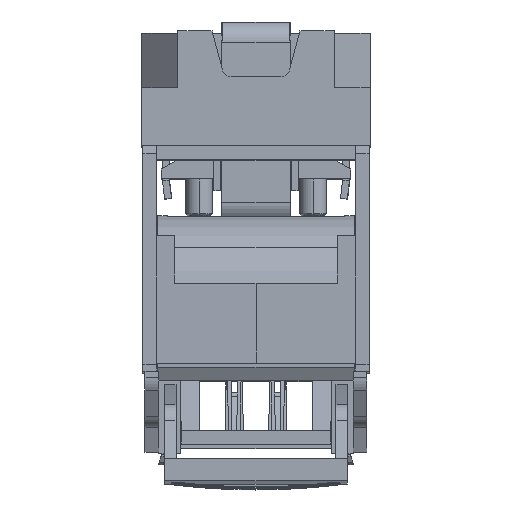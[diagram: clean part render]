
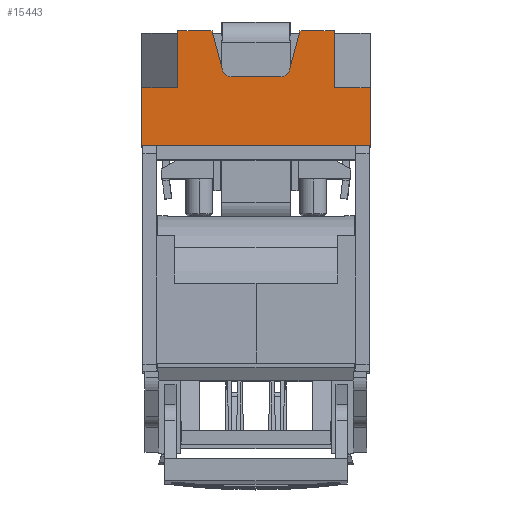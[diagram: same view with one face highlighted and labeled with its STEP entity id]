
A CAD part, top view. The second image highlights one B-rep face of the part: STEP entity #15443.
In plain terms, the highlighted planar face has unit normal (0, 0, 1).
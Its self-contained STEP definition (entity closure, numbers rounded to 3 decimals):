
#2427=DIRECTION('',(0.,-1.,0.));
#2428=VECTOR('',#2427,25.);
#2429=CARTESIAN_POINT('',(50.,-29.,277.5));
#2430=LINE('',#2429,#2428);
#2528=DIRECTION('',(1.,0.,0.));
#2529=VECTOR('',#2528,8.25);
#2530=CARTESIAN_POINT('',(19.25,-4.,277.5));
#2531=LINE('',#2530,#2529);
#2556=DIRECTION('',(1.,0.,0.));
#2557=VECTOR('',#2556,8.25);
#2558=CARTESIAN_POINT('',(-27.5,-4.,277.5));
#2559=LINE('',#2558,#2557);
#2692=DIRECTION('',(1.,0.,0.));
#2693=VECTOR('',#2692,15.736);
#2694=CARTESIAN_POINT('',(34.264,-29.,277.5));
#2695=LINE('',#2694,#2693);
#2706=DIRECTION('',(-0.259,-0.966,0.));
#2707=VECTOR('',#2706,16.424);
#2708=CARTESIAN_POINT('',(18.936,-5.171,277.5));
#2709=LINE('',#2708,#2707);
#2713=DIRECTION('',(-1.,0.,0.));
#2714=VECTOR('',#2713,0.314);
#2715=CARTESIAN_POINT('',(19.25,-4.,277.5));
#2716=LINE('',#2715,#2714);
#2720=DIRECTION('',(-1.,0.,0.));
#2721=VECTOR('',#2720,6.764);
#2722=CARTESIAN_POINT('',(34.264,-4.,277.5));
#2723=LINE('',#2722,#2721);
#2727=DIRECTION('',(0.,1.,0.));
#2728=VECTOR('',#2727,25.);
#2729=CARTESIAN_POINT('',(34.264,-29.,277.5));
#2730=LINE('',#2729,#2728);
#2734=DIRECTION('',(-1.,0.,0.));
#2735=VECTOR('',#2734,6.764);
#2736=CARTESIAN_POINT('',(-27.5,-4.,277.5));
#2737=LINE('',#2736,#2735);
#2741=DIRECTION('',(-1.,0.,0.));
#2742=VECTOR('',#2741,0.314);
#2743=CARTESIAN_POINT('',(-18.936,-4.,277.5));
#2744=LINE('',#2743,#2742);
#2748=DIRECTION('',(0.,1.,0.));
#2749=VECTOR('',#2748,1.171);
#2750=CARTESIAN_POINT('',(-18.936,-5.171,277.5));
#2751=LINE('',#2750,#2749);
#2755=DIRECTION('',(-0.259,0.966,0.));
#2756=VECTOR('',#2755,16.424);
#2757=CARTESIAN_POINT('',(-14.685,-21.035,277.5));
#2758=LINE('',#2757,#2756);
#2762=CARTESIAN_POINT('',(-10.822,-20.,277.5));
#2763=DIRECTION('',(0.,0.,-1.));
#2764=DIRECTION('',(0.,-1.,0.));
#2765=AXIS2_PLACEMENT_3D('',#2762,#2763,#2764);
#2770=CARTESIAN_POINT('',(10.822,-20.,277.5));
#2771=DIRECTION('',(0.,0.,-1.));
#2772=DIRECTION('',(0.966,-0.259,0.));
#2773=AXIS2_PLACEMENT_3D('',#2770,#2771,#2772);
#2836=DIRECTION('',(0.,1.,0.));
#2837=VECTOR('',#2836,1.171);
#2838=CARTESIAN_POINT('',(18.936,-5.171,277.5));
#2839=LINE('',#2838,#2837);
#3414=DIRECTION('',(1.,0.,0.));
#3415=VECTOR('',#3414,21.643);
#3416=CARTESIAN_POINT('',(-10.822,-24.,277.5));
#3417=LINE('',#3416,#3415);
#4771=DIRECTION('',(-1.,0.,0.));
#4772=VECTOR('',#4771,100.);
#4773=CARTESIAN_POINT('',(50.,-54.,277.5));
#4774=LINE('',#4773,#4772);
#10160=DIRECTION('',(0.,1.,0.));
#10161=VECTOR('',#10160,25.);
#10162=CARTESIAN_POINT('',(-50.,-54.,277.5));
#10163=LINE('',#10162,#10161);
#10195=DIRECTION('',(0.,1.,0.));
#10196=VECTOR('',#10195,25.);
#10197=CARTESIAN_POINT('',(-34.264,-29.,277.5));
#10198=LINE('',#10197,#10196);
#10209=DIRECTION('',(1.,0.,0.));
#10210=VECTOR('',#10209,15.736);
#10211=CARTESIAN_POINT('',(-50.,-29.,277.5));
#10212=LINE('',#10211,#10210);
#12243=CARTESIAN_POINT('',(50.,-54.,277.5));
#12244=VERTEX_POINT('',#12243);
#12245=CARTESIAN_POINT('',(-50.,-54.,277.5));
#12246=VERTEX_POINT('',#12245);
#12526=CARTESIAN_POINT('',(-50.,-29.,277.5));
#12527=VERTEX_POINT('',#12526);
#12532=CARTESIAN_POINT('',(18.936,-5.171,277.5));
#12533=CARTESIAN_POINT('',(14.685,-21.035,277.5));
#12534=VERTEX_POINT('',#12532);
#12535=VERTEX_POINT('',#12533);
#12536=CARTESIAN_POINT('',(10.822,-24.,277.5));
#12537=VERTEX_POINT('',#12536);
#12538=CARTESIAN_POINT('',(-10.822,-24.,277.5));
#12539=VERTEX_POINT('',#12538);
#12540=CARTESIAN_POINT('',(-14.685,-21.035,277.5));
#12541=VERTEX_POINT('',#12540);
#12542=CARTESIAN_POINT('',(-18.936,-5.171,277.5));
#12543=VERTEX_POINT('',#12542);
#12544=CARTESIAN_POINT('',(-18.936,-4.,277.5));
#12545=VERTEX_POINT('',#12544);
#12546=CARTESIAN_POINT('',(-19.25,-4.,277.5));
#12547=VERTEX_POINT('',#12546);
#12548=CARTESIAN_POINT('',(-27.5,-4.,277.5));
#12549=VERTEX_POINT('',#12548);
#12550=CARTESIAN_POINT('',(-34.264,-4.,277.5));
#12551=VERTEX_POINT('',#12550);
#12552=CARTESIAN_POINT('',(-34.264,-29.,277.5));
#12553=VERTEX_POINT('',#12552);
#12554=CARTESIAN_POINT('',(50.,-29.,277.5));
#12555=VERTEX_POINT('',#12554);
#12556=CARTESIAN_POINT('',(34.264,-29.,277.5));
#12557=VERTEX_POINT('',#12556);
#12558=CARTESIAN_POINT('',(34.264,-4.,277.5));
#12559=VERTEX_POINT('',#12558);
#12560=CARTESIAN_POINT('',(27.5,-4.,277.5));
#12561=VERTEX_POINT('',#12560);
#12562=CARTESIAN_POINT('',(19.25,-4.,277.5));
#12563=VERTEX_POINT('',#12562);
#12564=CARTESIAN_POINT('',(18.936,-4.,277.5));
#12565=VERTEX_POINT('',#12564);
#15404=CARTESIAN_POINT('',(0.,-4.,277.5));
#15405=DIRECTION('',(0.,0.,1.));
#15406=DIRECTION('',(0.,-1.,0.));
#15407=AXIS2_PLACEMENT_3D('',#15404,#15405,#15406);
#15408=PLANE('',#15407);
#15410=ORIENTED_EDGE('',*,*,#15409,.F.);
#15412=ORIENTED_EDGE('',*,*,#15411,.T.);
#15413=ORIENTED_EDGE('',*,*,#15289,.F.);
#15414=ORIENTED_EDGE('',*,*,#15287,.T.);
#15415=ORIENTED_EDGE('',*,*,#15285,.F.);
#15417=ORIENTED_EDGE('',*,*,#15416,.F.);
#15418=ORIENTED_EDGE('',*,*,#15389,.T.);
#15419=ORIENTED_EDGE('',*,*,#15226,.T.);
#15421=ORIENTED_EDGE('',*,*,#15420,.T.);
#15423=ORIENTED_EDGE('',*,*,#15422,.T.);
#15425=ORIENTED_EDGE('',*,*,#15424,.T.);
#15427=ORIENTED_EDGE('',*,*,#15426,.T.);
#15428=ORIENTED_EDGE('',*,*,#15301,.F.);
#15429=ORIENTED_EDGE('',*,*,#15299,.T.);
#15430=ORIENTED_EDGE('',*,*,#15297,.F.);
#15432=ORIENTED_EDGE('',*,*,#15431,.F.);
#15434=ORIENTED_EDGE('',*,*,#15433,.F.);
#15436=ORIENTED_EDGE('',*,*,#15435,.F.);
#15438=ORIENTED_EDGE('',*,*,#15437,.T.);
#15440=ORIENTED_EDGE('',*,*,#15439,.F.);
#15441=EDGE_LOOP('',(#15410,#15412,#15413,#15414,#15415,#15417,#15418,#15419,
#15421,#15423,#15425,#15427,#15428,#15429,#15430,#15432,#15434,#15436,#15438,
#15440));
#15442=FACE_OUTER_BOUND('',#15441,.F.);
#2766=CIRCLE('',#2765,4.);
#2774=CIRCLE('',#2773,4.);
#15226=EDGE_CURVE('',#12555,#12244,#2430,.T.);
#15285=EDGE_CURVE('',#12559,#12561,#2723,.T.);
#15287=EDGE_CURVE('',#12563,#12561,#2531,.T.);
#15289=EDGE_CURVE('',#12563,#12565,#2716,.T.);
#15297=EDGE_CURVE('',#12545,#12547,#2744,.T.);
#15299=EDGE_CURVE('',#12549,#12547,#2559,.T.);
#15301=EDGE_CURVE('',#12549,#12551,#2737,.T.);
#15389=EDGE_CURVE('',#12557,#12555,#2695,.T.);
#15409=EDGE_CURVE('',#12534,#12535,#2709,.T.);
#15411=EDGE_CURVE('',#12534,#12565,#2839,.T.);
#15416=EDGE_CURVE('',#12557,#12559,#2730,.T.);
#15420=EDGE_CURVE('',#12244,#12246,#4774,.T.);
#15422=EDGE_CURVE('',#12246,#12527,#10163,.T.);
#15424=EDGE_CURVE('',#12527,#12553,#10212,.T.);
#15426=EDGE_CURVE('',#12553,#12551,#10198,.T.);
#15431=EDGE_CURVE('',#12543,#12545,#2751,.T.);
#15433=EDGE_CURVE('',#12541,#12543,#2758,.T.);
#15435=EDGE_CURVE('',#12539,#12541,#2766,.T.);
#15437=EDGE_CURVE('',#12539,#12537,#3417,.T.);
#15439=EDGE_CURVE('',#12535,#12537,#2774,.T.);
#15443=ADVANCED_FACE('',(#15442),#15408,.T.);
